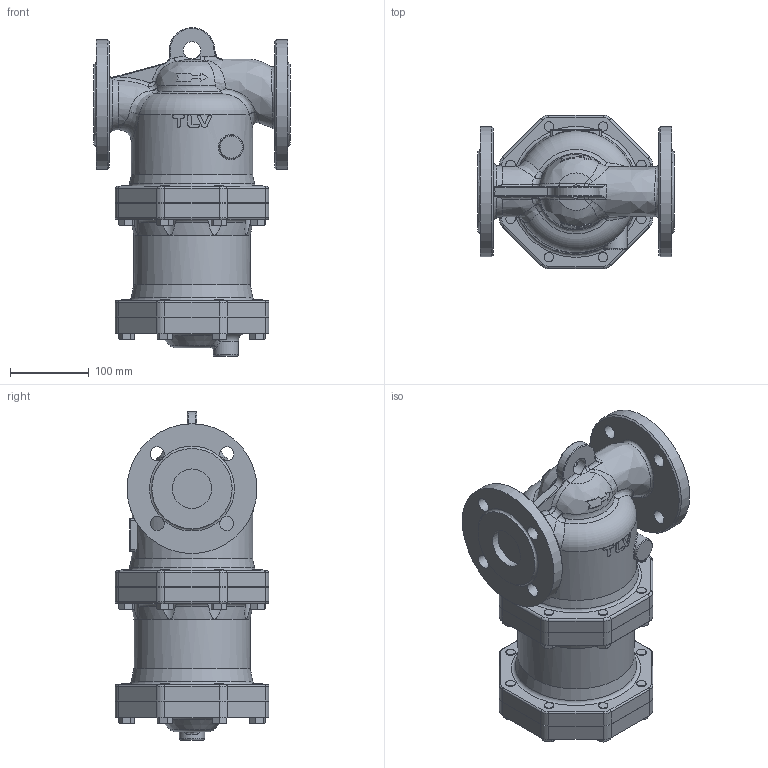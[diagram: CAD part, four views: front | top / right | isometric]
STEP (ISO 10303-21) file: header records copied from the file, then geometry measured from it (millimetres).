
FILE_DESCRIPTION(/* description */ (''),/* implementation_level */ '2;1');
FILE_NAME(/* name */ 'dc3s0-050-e0040-00.stp',/* time_stamp */ '2018-11-19T09:26:01+09:00',/* author */ ('nakaot'),/* organization */ (''),/* preprocessor_version */ 'ST-DEVELOPER v15.6',/* originating_system */ 'Autodesk Inventor 2015',/* authorisation */ '');
FILE_SCHEMA (('CONFIG_CONTROL_DESIGN'));
Length unit declared in the file: millimetre
Products named in the file (1): dc3s0-050-e0040-00
Bounding box: 250 x 195 x 417.92 mm (x, y, z)
Volume: 8025105.8 mm3; surface area: 496517.9 mm2
Topology: 1 solids, 1 shells, 658 faces, 1591 edges, 988 vertices
Faces by surface type: plane 248, cylinder 156, cone 112, bspline 84, torus 56, sphere 2
Full cylindrical faces by diameter (mm): 12 x32, 14 x16, 17.475 x1, 18 x8, 22 x1, 30 x1, 32 x1, 50 x2, 100 x2, 148 x1, 154 x1, 165 x2
Entity records: 30613 total; most frequent: CARTESIAN_POINT 16680, ORIENTED_EDGE 2942, DIRECTION 2686, EDGE_CURVE 1471, AXIS2_PLACEMENT_3D 1119, VERTEX_POINT 954, EDGE_LOOP 847, FACE_OUTER_BOUND 658
